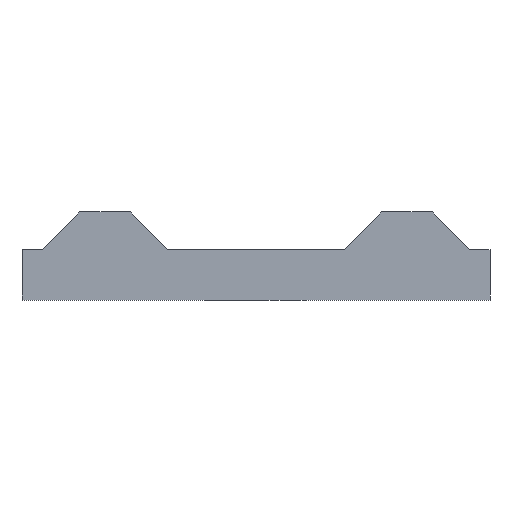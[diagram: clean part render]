
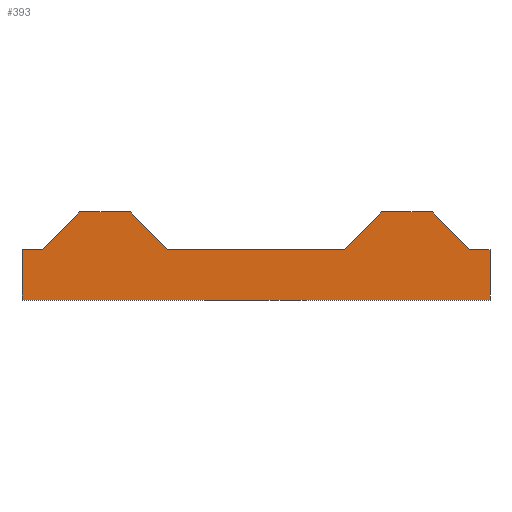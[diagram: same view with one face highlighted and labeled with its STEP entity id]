
A CAD part, front view. The second image highlights one B-rep face of the part: STEP entity #393.
In plain terms, the highlighted planar face has unit normal (0, -1, 0).
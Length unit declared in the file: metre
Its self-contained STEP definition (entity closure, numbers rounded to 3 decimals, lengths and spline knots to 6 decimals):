
#21=LINE('',#589,#57);
#25=LINE('',#598,#61);
#27=LINE('',#602,#63);
#28=LINE('',#605,#64);
#29=LINE('',#606,#65);
#30=LINE('',#608,#66);
#31=LINE('',#610,#67);
#32=LINE('',#611,#68);
#33=LINE('',#613,#69);
#34=LINE('',#615,#70);
#35=LINE('',#617,#71);
#36=LINE('',#619,#72);
#57=VECTOR('',#480,1.);
#61=VECTOR('',#486,1.);
#63=VECTOR('',#490,1.);
#64=VECTOR('',#491,1.);
#65=VECTOR('',#492,1.);
#66=VECTOR('',#493,1.);
#67=VECTOR('',#494,1.);
#68=VECTOR('',#495,1.);
#69=VECTOR('',#496,1.);
#70=VECTOR('',#497,1.);
#71=VECTOR('',#498,1.);
#72=VECTOR('',#499,1.);
#106=ORIENTED_EDGE('',*,*,#206,.F.);
#107=ORIENTED_EDGE('',*,*,#207,.F.);
#108=ORIENTED_EDGE('',*,*,#204,.T.);
#109=ORIENTED_EDGE('',*,*,#208,.F.);
#110=ORIENTED_EDGE('',*,*,#209,.T.);
#111=ORIENTED_EDGE('',*,*,#210,.F.);
#112=ORIENTED_EDGE('',*,*,#200,.T.);
#113=ORIENTED_EDGE('',*,*,#211,.T.);
#114=ORIENTED_EDGE('',*,*,#212,.T.);
#115=ORIENTED_EDGE('',*,*,#213,.T.);
#116=ORIENTED_EDGE('',*,*,#214,.T.);
#117=ORIENTED_EDGE('',*,*,#215,.T.);
#200=EDGE_CURVE('',#251,#250,#21,.T.);
#204=EDGE_CURVE('',#255,#254,#25,.T.);
#206=EDGE_CURVE('',#256,#257,#27,.T.);
#207=EDGE_CURVE('',#255,#256,#28,.T.);
#208=EDGE_CURVE('',#258,#254,#29,.T.);
#209=EDGE_CURVE('',#258,#259,#30,.T.);
#210=EDGE_CURVE('',#251,#259,#31,.T.);
#211=EDGE_CURVE('',#250,#260,#32,.T.);
#212=EDGE_CURVE('',#260,#261,#33,.T.);
#213=EDGE_CURVE('',#261,#262,#34,.T.);
#214=EDGE_CURVE('',#262,#263,#35,.T.);
#215=EDGE_CURVE('',#263,#257,#36,.T.);
#250=VERTEX_POINT('',#588);
#251=VERTEX_POINT('',#590);
#254=VERTEX_POINT('',#597);
#255=VERTEX_POINT('',#599);
#256=VERTEX_POINT('',#603);
#257=VERTEX_POINT('',#604);
#258=VERTEX_POINT('',#607);
#259=VERTEX_POINT('',#609);
#260=VERTEX_POINT('',#612);
#261=VERTEX_POINT('',#614);
#262=VERTEX_POINT('',#616);
#263=VERTEX_POINT('',#618);
#302=EDGE_LOOP('',(#106,#107,#108,#109,#110,#111,#112,#113,#114,#115,#116,
#117));
#344=FACE_BOUND('',#302,.T.);
#379=PLANE('',#434);
#393=ADVANCED_FACE('',(#344),#379,.T.);
#434=AXIS2_PLACEMENT_3D('',#601,#488,#489);
#480=DIRECTION('',(-1.,0.,0.));
#486=DIRECTION('',(-1.,0.,0.));
#488=DIRECTION('',(0.,-1.,0.));
#489=DIRECTION('',(0.,0.,-1.));
#490=DIRECTION('',(-1.,0.,0.));
#491=DIRECTION('',(0.,0.,-1.));
#492=DIRECTION('',(0.707,0.,-0.707));
#493=DIRECTION('',(-1.,0.,0.));
#494=DIRECTION('',(0.707,0.,0.707));
#495=DIRECTION('',(-0.707,0.,0.707));
#496=DIRECTION('',(-1.,0.,0.));
#497=DIRECTION('',(-0.707,0.,-0.707));
#498=DIRECTION('',(-1.,0.,0.));
#499=DIRECTION('',(0.,0.,-1.));
#588=CARTESIAN_POINT('',(-0.0035,-0.054,0.002));
#589=CARTESIAN_POINT('',(0.,-0.054,0.002));
#590=CARTESIAN_POINT('',(0.0035,-0.054,0.002));
#597=CARTESIAN_POINT('',(0.0085,-0.054,0.002));
#598=CARTESIAN_POINT('',(0.,-0.054,0.002));
#599=CARTESIAN_POINT('',(0.0093,-0.054,0.002));
#601=CARTESIAN_POINT('',(0.,-0.054,0.002));
#602=CARTESIAN_POINT('',(0.,-0.054,0.));
#603=CARTESIAN_POINT('',(0.0093,-0.054,0.));
#604=CARTESIAN_POINT('',(-0.0093,-0.054,0.));
#605=CARTESIAN_POINT('',(0.0093,-0.054,0.002));
#606=CARTESIAN_POINT('',(0.00775,-0.054,0.00275));
#607=CARTESIAN_POINT('',(0.007,-0.054,0.0035));
#608=CARTESIAN_POINT('',(0.006,-0.054,0.0035));
#609=CARTESIAN_POINT('',(0.005,-0.054,0.0035));
#610=CARTESIAN_POINT('',(0.00425,-0.054,0.00275));
#611=CARTESIAN_POINT('',(-0.00425,-0.054,0.00275));
#612=CARTESIAN_POINT('',(-0.005,-0.054,0.0035));
#613=CARTESIAN_POINT('',(-0.006,-0.054,0.0035));
#614=CARTESIAN_POINT('',(-0.007,-0.054,0.0035));
#615=CARTESIAN_POINT('',(-0.00775,-0.054,0.00275));
#616=CARTESIAN_POINT('',(-0.0085,-0.054,0.002));
#617=CARTESIAN_POINT('',(0.,-0.054,0.002));
#618=CARTESIAN_POINT('',(-0.0093,-0.054,0.002));
#619=CARTESIAN_POINT('',(-0.0093,-0.054,0.002));
